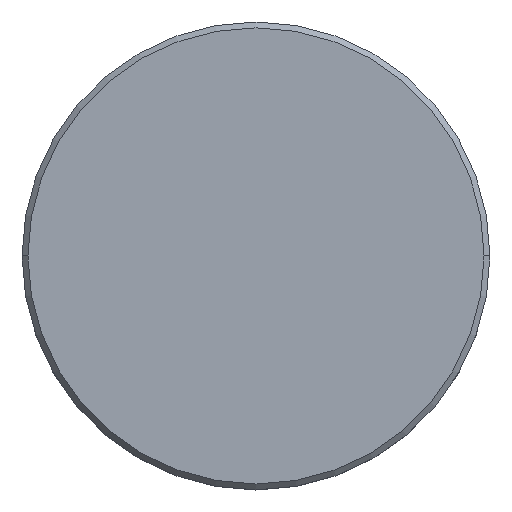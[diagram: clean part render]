
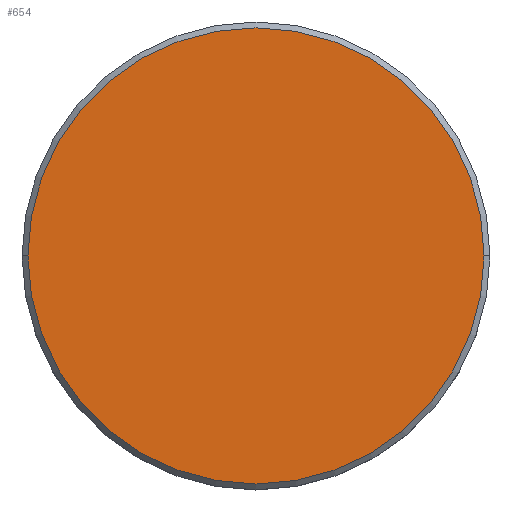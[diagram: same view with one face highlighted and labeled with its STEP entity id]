
A CAD part, top view. The second image highlights one B-rep face of the part: STEP entity #654.
In plain terms, the highlighted planar face has unit normal (0, 0, 1).
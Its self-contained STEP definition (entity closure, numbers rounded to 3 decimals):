
#3 = AXIS2_PLACEMENT_3D ( 'NONE', #202, #102, #1090 ) ;
#54 = CIRCLE ( 'NONE', #537, 19.5 ) ;
#80 = DIRECTION ( 'NONE',  ( 0., 0., 1. ) ) ;
#102 = DIRECTION ( 'NONE',  ( 0., 0., 1. ) ) ;
#202 = CARTESIAN_POINT ( 'NONE',  ( 0., 0., 0. ) ) ;
#440 = ORIENTED_EDGE ( 'NONE', *, *, #766, .T. ) ;
#532 = CARTESIAN_POINT ( 'NONE',  ( 0., 0., 0. ) ) ;
#537 = AXIS2_PLACEMENT_3D ( 'NONE', #532, #80, #929 ) ;
#570 = CARTESIAN_POINT ( 'NONE',  ( 19.5, 0., 0. ) ) ;
#620 = DIRECTION ( 'NONE',  ( 0., 0., 1. ) ) ;
#627 = EDGE_CURVE ( 'NONE', #708, #1176, #843, .T. ) ;
#654 = ADVANCED_FACE ( 'NONE', ( #911 ), #1008, .T. ) ;
#708 = VERTEX_POINT ( 'NONE', #1013 ) ;
#766 = EDGE_CURVE ( 'NONE', #1176, #708, #54, .T. ) ;
#826 = AXIS2_PLACEMENT_3D ( 'NONE', #917, #620, #1104 ) ;
#843 = CIRCLE ( 'NONE', #826, 19.5 ) ;
#911 = FACE_OUTER_BOUND ( 'NONE', #1080, .T. ) ;
#917 = CARTESIAN_POINT ( 'NONE',  ( 0., 0., 0. ) ) ;
#929 = DIRECTION ( 'NONE',  ( 1., 0., 0. ) ) ;
#970 = ORIENTED_EDGE ( 'NONE', *, *, #627, .T. ) ;
#1008 = PLANE ( 'NONE',  #3 ) ;
#1013 = CARTESIAN_POINT ( 'NONE',  ( -19.5, 0., 0. ) ) ;
#1080 = EDGE_LOOP ( 'NONE', ( #970, #440 ) ) ;
#1090 = DIRECTION ( 'NONE',  ( 1., 0., 0. ) ) ;
#1104 = DIRECTION ( 'NONE',  ( 1., 0., 0. ) ) ;
#1176 = VERTEX_POINT ( 'NONE', #570 ) ;
